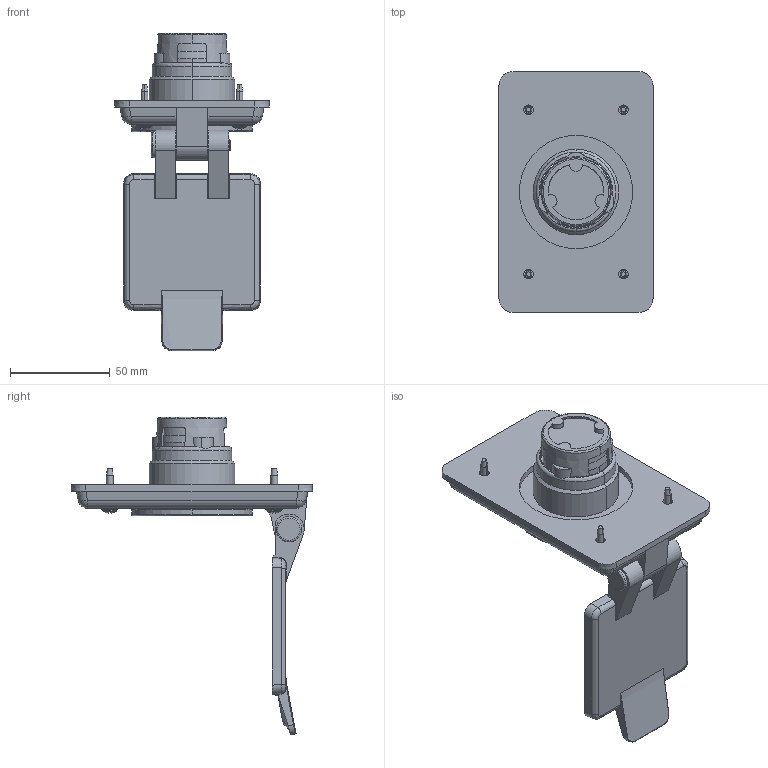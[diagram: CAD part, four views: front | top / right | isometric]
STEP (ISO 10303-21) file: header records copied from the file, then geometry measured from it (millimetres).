
FILE_DESCRIPTION(('OneSpaceDesigner STEP Export'),'2;1');
FILE_NAME('5278-CWP OPEN.stp','2017-05-31T16:11:10',(''),(''),'OneSpace Designer STEP processor for AP214 (Solid Model)','OneSpace Designer 14.00A 08-Mar-2006 (C) CoCreate Software GmbH','');
FILE_SCHEMA(('AUTOMOTIVE_DESIGN { 1 0 10303 214 1 1 1 1 }'));
Length unit declared in the file: millimetre
Products named in the file (2): Base_Cover_Open
Assembly tree (1 placements, depth 2):
  Base_Cover_Open
    Base_Cover_Open
Bounding box: 77.32 x 120.98 x 159.28 mm (x, y, z)
Volume: 145989.3 mm3; surface area: 52809.5 mm2
Topology: 1 solids, 4 shells, 1297 faces, 3562 edges, 2332 vertices
Faces by surface type: plane 949, cylinder 185, cone 50, torus 46, bspline 42, sphere 20, extrusion 5
Entity records: 44959 total; most frequent: CARTESIAN_POINT 13813, ORIENTED_EDGE 7116, DIRECTION 5487, EDGE_CURVE 3558, VECTOR 2631, LINE 2626, VERTEX_POINT 2332, AXIS2_PLACEMENT_3D 1428
